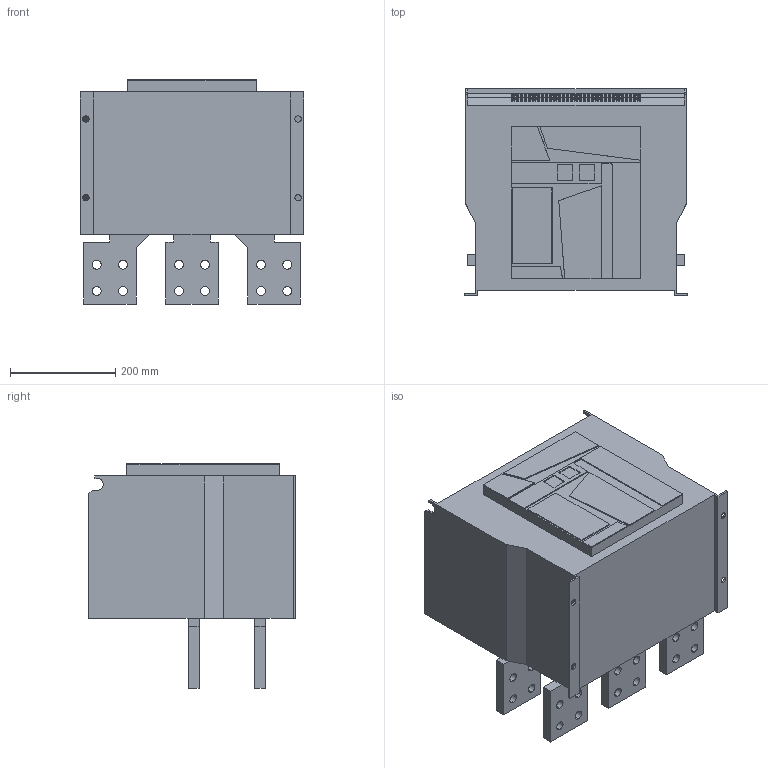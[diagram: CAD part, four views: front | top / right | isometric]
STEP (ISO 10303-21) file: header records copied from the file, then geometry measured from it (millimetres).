
FILE_DESCRIPTION (( 'STEP AP203' ), '1' );
FILE_NAME ('3FE-3200 H.STEP', '2022-12-15T15:17:29', ( '' ), ( '' ), 'SwSTEP 2.0', 'SolidWorks 2022', '' );
FILE_SCHEMA (( 'CONFIG_CONTROL_DESIGN' ));
Length unit declared in the file: millimetre
Products named in the file (1): 3FE-3200 H
Bounding box: 426 x 394 x 427 mm (x, y, z)
Volume: 44287431.6 mm3; surface area: 1015824.3 mm2
Topology: 1 solids, 1 shells, 690 faces, 1646 edges, 1092 vertices
Faces by surface type: plane 506, cylinder 182, cone 2
Entity records: 20059 total; most frequent: CARTESIAN_POINT 3429, DIRECTION 3396, ORIENTED_EDGE 3292, EDGE_CURVE 1646, VECTOR 1278, LINE 1278, VERTEX_POINT 1092, AXIS2_PLACEMENT_3D 1059
